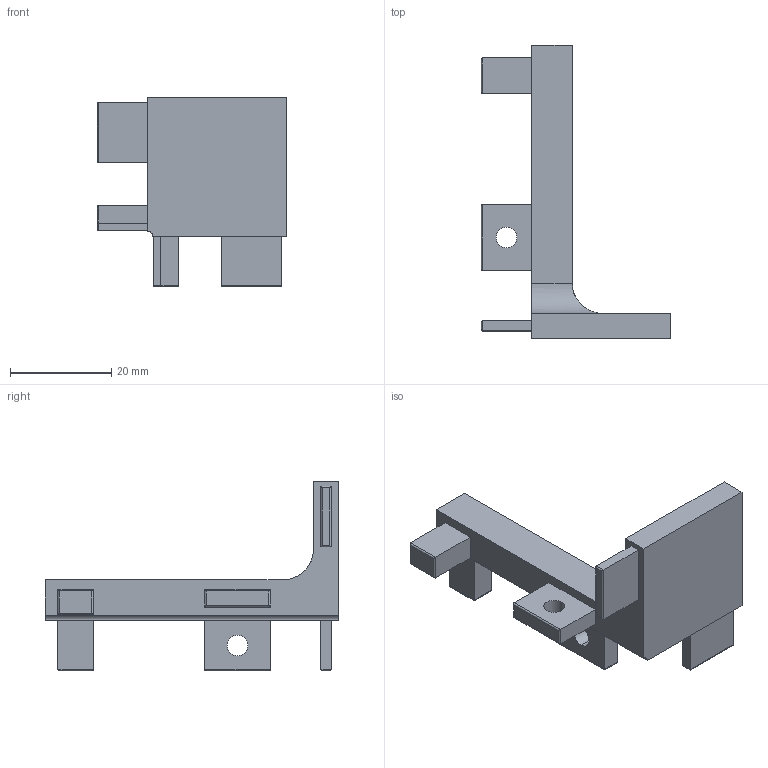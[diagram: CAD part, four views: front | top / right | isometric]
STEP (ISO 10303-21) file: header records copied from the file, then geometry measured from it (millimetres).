
FILE_DESCRIPTION (( 'STEP AP214' ), '1' );
FILE_NAME ('F002292,F002295,F002298,F002301_3D.step', '2022-11-21T18:11:46', ( '' ), ( '' ), 'SwSTEP 2.0', 'SolidWorks 2020', '' );
FILE_SCHEMA (( 'AUTOMOTIVE_DESIGN' ));
Length unit declared in the file: millimetre
Products named in the file (1): F002292,F002295,F002298,F002301_3D
Bounding box: 37.5 x 58 x 37.5 mm (x, y, z)
Volume: 9266.4 mm3; surface area: 5426.5 mm2
Topology: 1 solids, 1 shells, 70 faces, 161 edges, 99 vertices
Faces by surface type: plane 39, cylinder 31
Entity records: 1959 total; most frequent: CARTESIAN_POINT 406, ORIENTED_EDGE 322, DIRECTION 290, EDGE_CURVE 161, LINE 124, VECTOR 124, VERTEX_POINT 99, AXIS2_PLACEMENT_3D 83
